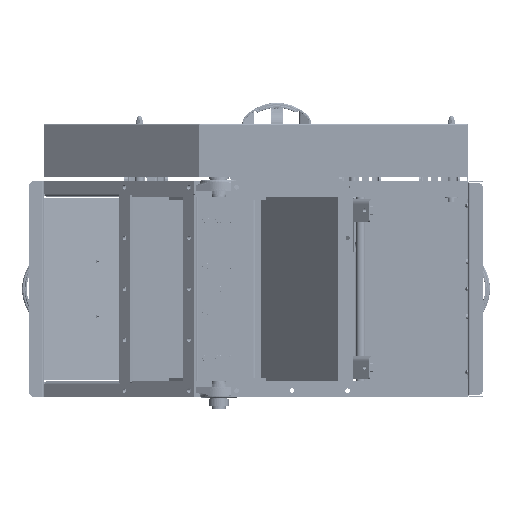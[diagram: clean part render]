
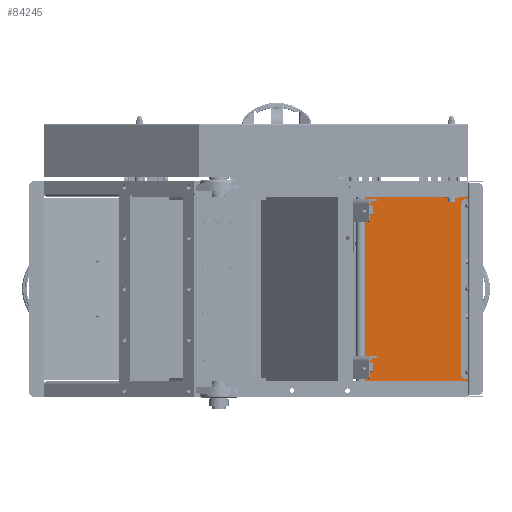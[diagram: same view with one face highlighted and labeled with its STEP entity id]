
A CAD part, front view. The second image highlights one B-rep face of the part: STEP entity #84245.
In plain terms, the highlighted planar face has unit normal (0, -1, 0).
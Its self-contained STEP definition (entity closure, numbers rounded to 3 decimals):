
#4360=LINE('',#134466,#11149);
#4361=LINE('',#134468,#11150);
#4362=LINE('',#134474,#11151);
#4363=LINE('',#134476,#11152);
#4364=LINE('',#134478,#11153);
#4365=LINE('',#134484,#11154);
#4366=LINE('',#134486,#11155);
#4367=LINE('',#134487,#11156);
#4368=LINE('',#134490,#11157);
#4369=LINE('',#134494,#11158);
#4370=LINE('',#134498,#11159);
#4371=LINE('',#134499,#11160);
#11149=VECTOR('',#104622,10.);
#11150=VECTOR('',#104623,4.32);
#11151=VECTOR('',#104628,10.);
#11152=VECTOR('',#104629,10.);
#11153=VECTOR('',#104630,10.);
#11154=VECTOR('',#104635,10.);
#11155=VECTOR('',#104636,10.);
#11156=VECTOR('',#104637,10.);
#11157=VECTOR('',#104638,10.);
#11158=VECTOR('',#104641,10.);
#11159=VECTOR('',#104644,10.);
#11160=VECTOR('',#104645,10.);
#18180=FACE_BOUND('',#25578,.T.);
#20157=FACE_OUTER_BOUND('',#25577,.T.);
#25577=EDGE_LOOP('',(#61575,#61576,#61577,#61578,#61579,#61580,#61581,#61582,
#61583,#61584,#61585,#61586));
#25578=EDGE_LOOP('',(#61587,#61588,#61589,#61590,#61591,#61592));
#31281=CIRCLE('',#90797,6.);
#31282=CIRCLE('',#90798,6.);
#31283=CIRCLE('',#90799,6.);
#31284=CIRCLE('',#90800,6.);
#31285=CIRCLE('',#90801,10.);
#31286=CIRCLE('',#90802,10.);
#36518=VERTEX_POINT('',#134464);
#36519=VERTEX_POINT('',#134465);
#36520=VERTEX_POINT('',#134467);
#36521=VERTEX_POINT('',#134469);
#36522=VERTEX_POINT('',#134471);
#36523=VERTEX_POINT('',#134473);
#36524=VERTEX_POINT('',#134475);
#36525=VERTEX_POINT('',#134477);
#36526=VERTEX_POINT('',#134479);
#36527=VERTEX_POINT('',#134481);
#36528=VERTEX_POINT('',#134483);
#36529=VERTEX_POINT('',#134485);
#36530=VERTEX_POINT('',#134488);
#36531=VERTEX_POINT('',#134489);
#36532=VERTEX_POINT('',#134491);
#36533=VERTEX_POINT('',#134493);
#36534=VERTEX_POINT('',#134495);
#36535=VERTEX_POINT('',#134497);
#45672=EDGE_CURVE('',#36518,#36519,#4360,.T.);
#45673=EDGE_CURVE('',#36520,#36519,#4361,.T.);
#45674=EDGE_CURVE('',#36521,#36520,#31281,.T.);
#45675=EDGE_CURVE('',#36522,#36521,#31282,.T.);
#45676=EDGE_CURVE('',#36522,#36523,#4362,.T.);
#45677=EDGE_CURVE('',#36523,#36524,#4363,.T.);
#45678=EDGE_CURVE('',#36524,#36525,#4364,.T.);
#45679=EDGE_CURVE('',#36526,#36525,#31283,.T.);
#45680=EDGE_CURVE('',#36527,#36526,#31284,.T.);
#45681=EDGE_CURVE('',#36528,#36527,#4365,.T.);
#45682=EDGE_CURVE('',#36528,#36529,#4366,.T.);
#45683=EDGE_CURVE('',#36518,#36529,#4367,.T.);
#45684=EDGE_CURVE('',#36530,#36531,#4368,.T.);
#45685=EDGE_CURVE('',#36532,#36531,#31285,.T.);
#45686=EDGE_CURVE('',#36533,#36532,#4369,.T.);
#45687=EDGE_CURVE('',#36534,#36533,#31286,.T.);
#45688=EDGE_CURVE('',#36534,#36535,#4370,.T.);
#45689=EDGE_CURVE('',#36535,#36530,#4371,.T.);
#61575=ORIENTED_EDGE('',*,*,#45672,.T.);
#61576=ORIENTED_EDGE('',*,*,#45673,.F.);
#61577=ORIENTED_EDGE('',*,*,#45674,.F.);
#61578=ORIENTED_EDGE('',*,*,#45675,.F.);
#61579=ORIENTED_EDGE('',*,*,#45676,.T.);
#61580=ORIENTED_EDGE('',*,*,#45677,.T.);
#61581=ORIENTED_EDGE('',*,*,#45678,.T.);
#61582=ORIENTED_EDGE('',*,*,#45679,.F.);
#61583=ORIENTED_EDGE('',*,*,#45680,.F.);
#61584=ORIENTED_EDGE('',*,*,#45681,.F.);
#61585=ORIENTED_EDGE('',*,*,#45682,.T.);
#61586=ORIENTED_EDGE('',*,*,#45683,.F.);
#61587=ORIENTED_EDGE('',*,*,#45684,.T.);
#61588=ORIENTED_EDGE('',*,*,#45685,.F.);
#61589=ORIENTED_EDGE('',*,*,#45686,.F.);
#61590=ORIENTED_EDGE('',*,*,#45687,.F.);
#61591=ORIENTED_EDGE('',*,*,#45688,.T.);
#61592=ORIENTED_EDGE('',*,*,#45689,.T.);
#80771=PLANE('',#90796);
#84245=ADVANCED_FACE('',(#20157,#18180),#80771,.T.);
#90796=AXIS2_PLACEMENT_3D('',#134463,#104620,#104621);
#90797=AXIS2_PLACEMENT_3D('',#134470,#104624,#104625);
#90798=AXIS2_PLACEMENT_3D('',#134472,#104626,#104627);
#90799=AXIS2_PLACEMENT_3D('',#134480,#104631,#104632);
#90800=AXIS2_PLACEMENT_3D('',#134482,#104633,#104634);
#90801=AXIS2_PLACEMENT_3D('',#134492,#104639,#104640);
#90802=AXIS2_PLACEMENT_3D('',#134496,#104642,#104643);
#104620=DIRECTION('center_axis',(0.,-1.,0.));
#104621=DIRECTION('ref_axis',(0.,0.,
1.));
#104622=DIRECTION('',(1.,0.,0.));
#104623=DIRECTION('',(0.,0.,1.));
#104624=DIRECTION('center_axis',(0.,1.,0.));
#104625=DIRECTION('ref_axis',(0.408,0.,-0.913));
#104626=DIRECTION('center_axis',(0.,-1.,0.));
#104627=DIRECTION('ref_axis',(-0.943,0.,
0.333));
#104628=DIRECTION('',(1.,0.,0.));
#104629=DIRECTION('',(0.,0.,1.));
#104630=DIRECTION('',(-1.,0.,0.));
#104631=DIRECTION('center_axis',(0.,-1.,0.));
#104632=DIRECTION('ref_axis',(-0.408,0.,-0.913));
#104633=DIRECTION('center_axis',(0.,1.,0.));
#104634=DIRECTION('ref_axis',(0.943,0.,0.333));
#104635=DIRECTION('',(0.,0.,1.));
#104636=DIRECTION('',(-1.,0.,0.));
#104637=DIRECTION('',(0.,0.,1.));
#104638=DIRECTION('',(-1.,0.,0.));
#104639=DIRECTION('center_axis',(0.,-1.,0.));
#104640=DIRECTION('ref_axis',(-0.707,0.,-0.707));
#104641=DIRECTION('',(0.,0.,-1.));
#104642=DIRECTION('center_axis',(0.,-1.,0.));
#104643=DIRECTION('ref_axis',(-0.707,0.,
0.707));
#104644=DIRECTION('',(1.,0.,0.));
#104645=DIRECTION('',(0.,0.,-1.));
#134463=CARTESIAN_POINT('Origin',(159.,838.7,0.));
#134464=CARTESIAN_POINT('',(41.,838.7,-206.));
#134465=CARTESIAN_POINT('',(269.951,838.7,-206.));
#134466=CARTESIAN_POINT('',(154.953,838.7,-206.));
#134467=CARTESIAN_POINT('',(269.951,838.7,-228.995));
#134468=CARTESIAN_POINT('',(269.951,838.7,-192.428));
#134469=CARTESIAN_POINT('',(274.185,838.7,-227.));
#134470=CARTESIAN_POINT('Origin',(269.713,838.7,-223.));
#134471=CARTESIAN_POINT('',(278.657,838.7,-225.));
#134472=CARTESIAN_POINT('Origin',(278.657,838.7,-231.));
#134473=CARTESIAN_POINT('',(279.,838.7,-225.));
#134474=CARTESIAN_POINT('',(221.,838.7,-225.));
#134475=CARTESIAN_POINT('',(279.,838.7,225.));
#134476=CARTESIAN_POINT('',(279.,838.7,0.));
#134477=CARTESIAN_POINT('',(276.287,838.7,225.));
#134478=CARTESIAN_POINT('',(216.,838.7,225.));
#134479=CARTESIAN_POINT('',(271.815,838.7,227.));
#134480=CARTESIAN_POINT('Origin',(276.287,838.7,231.));
#134481=CARTESIAN_POINT('',(269.951,838.7,228.403));
#134482=CARTESIAN_POINT('Origin',(267.343,838.7,223.));
#134483=CARTESIAN_POINT('',(269.951,838.7,206.));
#134484=CARTESIAN_POINT('',(269.951,838.7,206.));
#134485=CARTESIAN_POINT('',(41.,838.7,206.));
#134486=CARTESIAN_POINT('',(154.953,838.7,206.));
#134487=CARTESIAN_POINT('',(41.,838.7,0.));
#134488=CARTESIAN_POINT('',(277.,838.7,-195.));
#134489=CARTESIAN_POINT('',(274.,838.7,-195.));
#134490=CARTESIAN_POINT('',(491.262,838.7,-195.));
#134491=CARTESIAN_POINT('',(264.,838.7,-185.));
#134492=CARTESIAN_POINT('Origin',(274.,838.7,-185.));
#134493=CARTESIAN_POINT('',(264.,838.7,185.));
#134494=CARTESIAN_POINT('',(264.,838.7,233.));
#134495=CARTESIAN_POINT('',(274.,838.7,195.));
#134496=CARTESIAN_POINT('Origin',(274.,838.7,185.));
#134497=CARTESIAN_POINT('',(277.,838.7,195.));
#134498=CARTESIAN_POINT('',(491.262,838.7,195.));
#134499=CARTESIAN_POINT('',(277.,838.7,0.));
